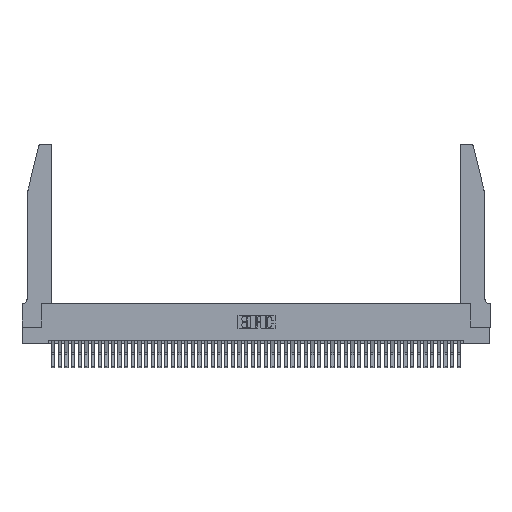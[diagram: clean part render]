
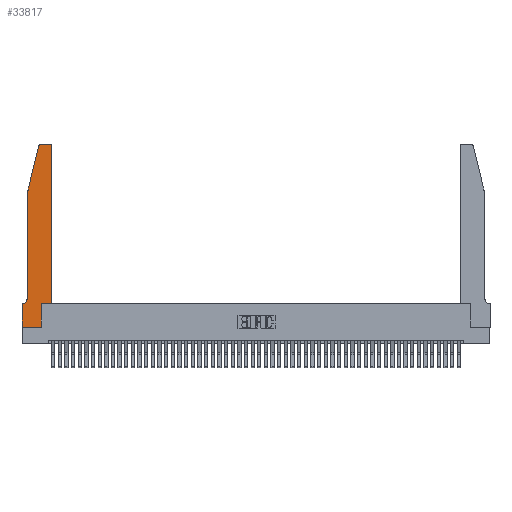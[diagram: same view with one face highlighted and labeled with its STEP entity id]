
A CAD part, top view. The second image highlights one B-rep face of the part: STEP entity #33817.
In plain terms, the highlighted planar face has unit normal (0, 0, 1).
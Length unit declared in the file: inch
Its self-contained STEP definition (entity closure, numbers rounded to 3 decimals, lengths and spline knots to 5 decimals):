
#1448 = DIRECTION ( 'NONE',  ( -1., 0., 0. ) ) ;
#2326 = EDGE_CURVE ( 'NONE', #5502, #17787, #34268, .T. ) ;
#2432 = ORIENTED_EDGE ( 'NONE', *, *, #23939, .T. ) ;
#3027 = VECTOR ( 'NONE', #19581, 39.37008 ) ;
#4596 = VECTOR ( 'NONE', #50815, 39.37008 ) ;
#4609 = CARTESIAN_POINT ( 'NONE',  ( 0.4505, 0.35, 0.37 ) ) ;
#5446 = CARTESIAN_POINT ( 'NONE',  ( 0.2865, 0.35, 0.37 ) ) ;
#5502 = VERTEX_POINT ( 'NONE', #17713 ) ;
#5836 = EDGE_CURVE ( 'NONE', #17787, #8468, #14887, .T. ) ;
#5868 = VERTEX_POINT ( 'NONE', #43057 ) ;
#6423 = ORIENTED_EDGE ( 'NONE', *, *, #26919, .T. ) ;
#6748 = VERTEX_POINT ( 'NONE', #33660 ) ;
#7905 = VERTEX_POINT ( 'NONE', #16799 ) ;
#8166 = CARTESIAN_POINT ( 'NONE',  ( 0.4205, 2.72, 0.37 ) ) ;
#8335 = LINE ( 'NONE', #4609, #17683 ) ;
#8398 = LINE ( 'NONE', #28125, #48838 ) ;
#8468 = VERTEX_POINT ( 'NONE', #45202 ) ;
#8573 = DIRECTION ( 'NONE',  ( 1., 0., 0. ) ) ;
#9696 = VECTOR ( 'NONE', #46309, 39.37008 ) ;
#10281 = EDGE_CURVE ( 'NONE', #6748, #28811, #18443, .T. ) ;
#11049 = FACE_OUTER_BOUND ( 'NONE', #13344, .T. ) ;
#12081 = LINE ( 'NONE', #37471, #49952 ) ;
#12191 = VERTEX_POINT ( 'NONE', #25463 ) ;
#12209 = DIRECTION ( 'NONE',  ( 1., 0., 0. ) ) ;
#12670 = EDGE_CURVE ( 'NONE', #28811, #26554, #8398, .T. ) ;
#13071 = EDGE_CURVE ( 'NONE', #38787, #5502, #22649, .T. ) ;
#13344 = EDGE_LOOP ( 'NONE', ( #22755, #34886, #41565, #36671, #46404, #45714, #6423, #42581, #46790, #43117, #35704, #2432 ) ) ;
#14887 = LINE ( 'NONE', #38972, #3027 ) ;
#16582 = CARTESIAN_POINT ( 'NONE',  ( 0.2605, 2.75, 0.37 ) ) ;
#16799 = CARTESIAN_POINT ( 'NONE',  ( 0.4505, 0.35, 0.37 ) ) ;
#17683 = VECTOR ( 'NONE', #43730, 39.37008 ) ;
#17713 = CARTESIAN_POINT ( 'NONE',  ( 0.25487, 2.72718, 0.37 ) ) ;
#17787 = VERTEX_POINT ( 'NONE', #21812 ) ;
#18443 = LINE ( 'NONE', #32123, #48295 ) ;
#18525 = DIRECTION ( 'NONE',  ( 1., 0., 0. ) ) ;
#19114 = AXIS2_PLACEMENT_3D ( 'NONE', #8166, #35636, #12209 ) ;
#19581 = DIRECTION ( 'NONE',  ( 0., -1., 0. ) ) ;
#21073 = EDGE_CURVE ( 'NONE', #12191, #47938, #12081, .T. ) ;
#21812 = CARTESIAN_POINT ( 'NONE',  ( 0.0755, 2., 0.37 ) ) ;
#22319 = CARTESIAN_POINT ( 'NONE',  ( 0.4505, 0.35, 0.37 ) ) ;
#22649 = CIRCLE ( 'NONE', #49185, 0.03 ) ;
#22755 = ORIENTED_EDGE ( 'NONE', *, *, #39303, .T. ) ;
#23110 = PLANE ( 'NONE',  #47150 ) ;
#23319 = CARTESIAN_POINT ( 'NONE',  ( 0.2865, 0., 0.37 ) ) ;
#23514 = CARTESIAN_POINT ( 'NONE',  ( 0.284, 2.72, 0.37 ) ) ;
#23939 = EDGE_CURVE ( 'NONE', #36932, #5868, #39977, .T. ) ;
#24484 = CARTESIAN_POINT ( 'NONE',  ( 0., 0.35, 0.37 ) ) ;
#24791 = LINE ( 'NONE', #16582, #44219 ) ;
#25199 = DIRECTION ( 'NONE',  ( 0., 0., -1. ) ) ;
#25463 = CARTESIAN_POINT ( 'NONE',  ( 0.0055, 0.35, 0.37 ) ) ;
#26554 = VERTEX_POINT ( 'NONE', #5446 ) ;
#26843 = AXIS2_PLACEMENT_3D ( 'NONE', #48473, #25199, #1448 ) ;
#26919 = EDGE_CURVE ( 'NONE', #47938, #6748, #43886, .T. ) ;
#27040 = DIRECTION ( 'NONE',  ( 1., 0., 0. ) ) ;
#27431 = DIRECTION ( 'NONE',  ( 1., 0., 0. ) ) ;
#28125 = CARTESIAN_POINT ( 'NONE',  ( 0.2865, 0.35, 0.37 ) ) ;
#28251 = DIRECTION ( 'NONE',  ( -1., 0., 0. ) ) ;
#28811 = VERTEX_POINT ( 'NONE', #23319 ) ;
#32123 = CARTESIAN_POINT ( 'NONE',  ( 0., 0., 0.37 ) ) ;
#33660 = CARTESIAN_POINT ( 'NONE',  ( 0., 0., 0.37 ) ) ;
#33817 = ADVANCED_FACE ( 'NONE', ( #11049 ), #23110, .T. ) ;
#34268 = LINE ( 'NONE', #34591, #9696 ) ;
#34591 = CARTESIAN_POINT ( 'NONE',  ( 0.0755, 2., 0.37 ) ) ;
#34886 = ORIENTED_EDGE ( 'NONE', *, *, #13071, .T. ) ;
#35636 = DIRECTION ( 'NONE',  ( 0., 0., 1. ) ) ;
#35704 = ORIENTED_EDGE ( 'NONE', *, *, #44909, .T. ) ;
#35918 = DIRECTION ( 'NONE',  ( 0., 1., 0. ) ) ;
#36671 = ORIENTED_EDGE ( 'NONE', *, *, #5836, .T. ) ;
#36932 = VERTEX_POINT ( 'NONE', #46212 ) ;
#37471 = CARTESIAN_POINT ( 'NONE',  ( 0.0755, 0.35, 0.37 ) ) ;
#38787 = VERTEX_POINT ( 'NONE', #48361 ) ;
#38972 = CARTESIAN_POINT ( 'NONE',  ( 0.0755, 2., 0.37 ) ) ;
#39303 = EDGE_CURVE ( 'NONE', #5868, #38787, #24791, .T. ) ;
#39977 = CIRCLE ( 'NONE', #19114, 0.03 ) ;
#41201 = EDGE_CURVE ( 'NONE', #8468, #12191, #41616, .T. ) ;
#41565 = ORIENTED_EDGE ( 'NONE', *, *, #2326, .T. ) ;
#41616 = CIRCLE ( 'NONE', #26843, 0.07 ) ;
#42465 = CARTESIAN_POINT ( 'NONE',  ( 0., 0.35, 0.37 ) ) ;
#42581 = ORIENTED_EDGE ( 'NONE', *, *, #10281, .T. ) ;
#43057 = CARTESIAN_POINT ( 'NONE',  ( 0.4205, 2.75, 0.37 ) ) ;
#43117 = ORIENTED_EDGE ( 'NONE', *, *, #47579, .T. ) ;
#43730 = DIRECTION ( 'NONE',  ( 0., 1., 0. ) ) ;
#43886 = LINE ( 'NONE', #46908, #4596 ) ;
#44219 = VECTOR ( 'NONE', #28251, 39.37008 ) ;
#44909 = EDGE_CURVE ( 'NONE', #7905, #36932, #8335, .T. ) ;
#45202 = CARTESIAN_POINT ( 'NONE',  ( 0.0755, 0.42, 0.37 ) ) ;
#45300 = DIRECTION ( 'NONE',  ( -1., 0., 0. ) ) ;
#45714 = ORIENTED_EDGE ( 'NONE', *, *, #21073, .T. ) ;
#46212 = CARTESIAN_POINT ( 'NONE',  ( 0.4505, 2.72, 0.37 ) ) ;
#46309 = DIRECTION ( 'NONE',  ( -0.239, -0.971, 0. ) ) ;
#46404 = ORIENTED_EDGE ( 'NONE', *, *, #41201, .T. ) ;
#46790 = ORIENTED_EDGE ( 'NONE', *, *, #12670, .T. ) ;
#46908 = CARTESIAN_POINT ( 'NONE',  ( 0., 0., 0.37 ) ) ;
#47150 = AXIS2_PLACEMENT_3D ( 'NONE', #42465, #50310, #27040 ) ;
#47579 = EDGE_CURVE ( 'NONE', #26554, #7905, #49718, .T. ) ;
#47938 = VERTEX_POINT ( 'NONE', #24484 ) ;
#48295 = VECTOR ( 'NONE', #8573, 39.37008 ) ;
#48361 = CARTESIAN_POINT ( 'NONE',  ( 0.284, 2.75, 0.37 ) ) ;
#48473 = CARTESIAN_POINT ( 'NONE',  ( 0.0055, 0.42, 0.37 ) ) ;
#48483 = VECTOR ( 'NONE', #18525, 39.37008 ) ;
#48838 = VECTOR ( 'NONE', #35918, 39.37008 ) ;
#49185 = AXIS2_PLACEMENT_3D ( 'NONE', #23514, #50693, #27431 ) ;
#49718 = LINE ( 'NONE', #22319, #48483 ) ;
#49952 = VECTOR ( 'NONE', #45300, 39.37008 ) ;
#50310 = DIRECTION ( 'NONE',  ( 0., 0., 1. ) ) ;
#50693 = DIRECTION ( 'NONE',  ( 0., 0., 1. ) ) ;
#50815 = DIRECTION ( 'NONE',  ( 0., -1., 0. ) ) ;
